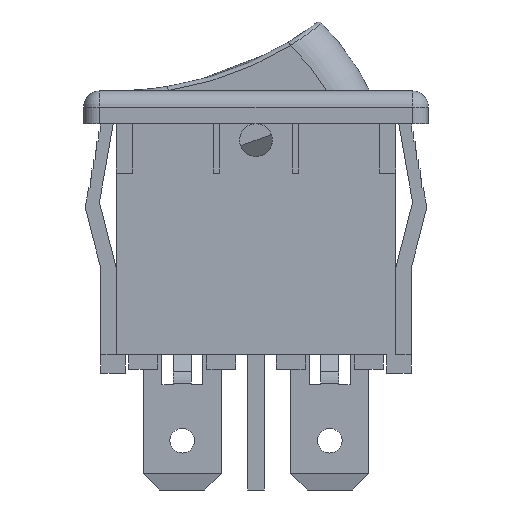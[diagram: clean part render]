
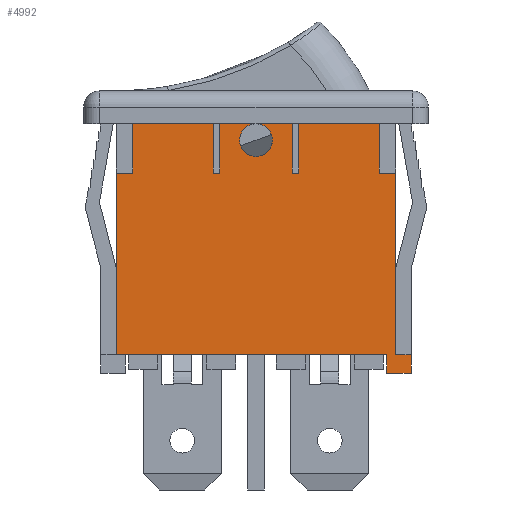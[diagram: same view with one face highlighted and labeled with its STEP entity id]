
A CAD part, front view. The second image highlights one B-rep face of the part: STEP entity #4992.
In plain terms, the highlighted planar face has unit normal (0, -1, 0).
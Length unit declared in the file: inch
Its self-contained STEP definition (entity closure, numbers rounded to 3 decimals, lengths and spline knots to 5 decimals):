
#106=CIRCLE('',#5276,0.03937);
#107=CIRCLE('',#5277,0.03937);
#182=FACE_OUTER_BOUND('',#440,.T.);
#440=EDGE_LOOP('',(#3151,#3152,#3153,#3154,#3155,#3156,#3157,#3158,#3159,
#3160,#3161,#3162,#3163,#3164,#3165,#3166,#3167,#3168,#3169,#3170,#3171,
#3172,#3173));
#754=LINE('',#6976,#1366);
#755=LINE('',#6978,#1367);
#756=LINE('',#6980,#1368);
#757=LINE('',#6982,#1369);
#758=LINE('',#6984,#1370);
#759=LINE('',#6986,#1371);
#760=LINE('',#6988,#1372);
#761=LINE('',#6990,#1373);
#762=LINE('',#6992,#1374);
#763=LINE('',#6994,#1375);
#764=LINE('',#6996,#1376);
#765=LINE('',#6998,#1377);
#766=LINE('',#7000,#1378);
#767=LINE('',#7005,#1379);
#768=LINE('',#7007,#1380);
#769=LINE('',#7009,#1381);
#770=LINE('',#7011,#1382);
#771=LINE('',#7013,#1383);
#772=LINE('',#7015,#1384);
#773=LINE('',#7017,#1385);
#774=LINE('',#7018,#1386);
#1366=VECTOR('',#5664,0.3937);
#1367=VECTOR('',#5665,0.3937);
#1368=VECTOR('',#5666,0.3937);
#1369=VECTOR('',#5667,0.3937);
#1370=VECTOR('',#5668,0.3937);
#1371=VECTOR('',#5669,0.3937);
#1372=VECTOR('',#5670,0.3937);
#1373=VECTOR('',#5671,0.3937);
#1374=VECTOR('',#5672,0.3937);
#1375=VECTOR('',#5673,0.3937);
#1376=VECTOR('',#5674,0.3937);
#1377=VECTOR('',#5675,0.3937);
#1378=VECTOR('',#5676,0.3937);
#1379=VECTOR('',#5681,0.3937);
#1380=VECTOR('',#5682,0.3937);
#1381=VECTOR('',#5683,0.3937);
#1382=VECTOR('',#5684,0.3937);
#1383=VECTOR('',#5685,0.3937);
#1384=VECTOR('',#5686,0.3937);
#1385=VECTOR('',#5687,0.3937);
#1386=VECTOR('',#5688,0.3937);
#1973=VERTEX_POINT('',#6974);
#1974=VERTEX_POINT('',#6975);
#1975=VERTEX_POINT('',#6977);
#1976=VERTEX_POINT('',#6979);
#1977=VERTEX_POINT('',#6981);
#1978=VERTEX_POINT('',#6983);
#1979=VERTEX_POINT('',#6985);
#1980=VERTEX_POINT('',#6987);
#1981=VERTEX_POINT('',#6989);
#1982=VERTEX_POINT('',#6991);
#1983=VERTEX_POINT('',#6993);
#1984=VERTEX_POINT('',#6995);
#1985=VERTEX_POINT('',#6997);
#1986=VERTEX_POINT('',#6999);
#1987=VERTEX_POINT('',#7001);
#1988=VERTEX_POINT('',#7004);
#1989=VERTEX_POINT('',#7006);
#1990=VERTEX_POINT('',#7008);
#1991=VERTEX_POINT('',#7010);
#1992=VERTEX_POINT('',#7012);
#1993=VERTEX_POINT('',#7014);
#1994=VERTEX_POINT('',#7016);
#2439=EDGE_CURVE('',#1973,#1974,#754,.T.);
#2440=EDGE_CURVE('',#1973,#1975,#755,.T.);
#2441=EDGE_CURVE('',#1975,#1976,#756,.T.);
#2442=EDGE_CURVE('',#1977,#1976,#757,.T.);
#2443=EDGE_CURVE('',#1977,#1978,#758,.T.);
#2444=EDGE_CURVE('',#1978,#1979,#759,.T.);
#2445=EDGE_CURVE('',#1979,#1980,#760,.T.);
#2446=EDGE_CURVE('',#1980,#1981,#761,.T.);
#2447=EDGE_CURVE('',#1981,#1982,#762,.T.);
#2448=EDGE_CURVE('',#1982,#1983,#763,.T.);
#2449=EDGE_CURVE('',#1983,#1984,#764,.T.);
#2450=EDGE_CURVE('',#1984,#1985,#765,.T.);
#2451=EDGE_CURVE('',#1985,#1986,#766,.T.);
#2452=EDGE_CURVE('',#1986,#1987,#106,.T.);
#2453=EDGE_CURVE('',#1987,#1986,#107,.T.);
#2454=EDGE_CURVE('',#1986,#1988,#767,.T.);
#2455=EDGE_CURVE('',#1988,#1989,#768,.T.);
#2456=EDGE_CURVE('',#1989,#1990,#769,.T.);
#2457=EDGE_CURVE('',#1990,#1991,#770,.T.);
#2458=EDGE_CURVE('',#1991,#1992,#771,.T.);
#2459=EDGE_CURVE('',#1992,#1993,#772,.T.);
#2460=EDGE_CURVE('',#1993,#1994,#773,.T.);
#2461=EDGE_CURVE('',#1974,#1994,#774,.T.);
#3151=ORIENTED_EDGE('',*,*,#2439,.F.);
#3152=ORIENTED_EDGE('',*,*,#2440,.T.);
#3153=ORIENTED_EDGE('',*,*,#2441,.T.);
#3154=ORIENTED_EDGE('',*,*,#2442,.F.);
#3155=ORIENTED_EDGE('',*,*,#2443,.T.);
#3156=ORIENTED_EDGE('',*,*,#2444,.T.);
#3157=ORIENTED_EDGE('',*,*,#2445,.T.);
#3158=ORIENTED_EDGE('',*,*,#2446,.T.);
#3159=ORIENTED_EDGE('',*,*,#2447,.T.);
#3160=ORIENTED_EDGE('',*,*,#2448,.T.);
#3161=ORIENTED_EDGE('',*,*,#2449,.T.);
#3162=ORIENTED_EDGE('',*,*,#2450,.T.);
#3163=ORIENTED_EDGE('',*,*,#2451,.T.);
#3164=ORIENTED_EDGE('',*,*,#2452,.T.);
#3165=ORIENTED_EDGE('',*,*,#2453,.T.);
#3166=ORIENTED_EDGE('',*,*,#2454,.T.);
#3167=ORIENTED_EDGE('',*,*,#2455,.T.);
#3168=ORIENTED_EDGE('',*,*,#2456,.T.);
#3169=ORIENTED_EDGE('',*,*,#2457,.T.);
#3170=ORIENTED_EDGE('',*,*,#2458,.T.);
#3171=ORIENTED_EDGE('',*,*,#2459,.T.);
#3172=ORIENTED_EDGE('',*,*,#2460,.T.);
#3173=ORIENTED_EDGE('',*,*,#2461,.F.);
#4518=PLANE('',#5275);
#4992=ADVANCED_FACE('',(#182),#4518,.T.);
#5275=AXIS2_PLACEMENT_3D('',#6973,#5662,#5663);
#5276=AXIS2_PLACEMENT_3D('',#7002,#5677,#5678);
#5277=AXIS2_PLACEMENT_3D('',#7003,#5679,#5680);
#5662=DIRECTION('center_axis',(0.,-1.,0.));
#5663=DIRECTION('ref_axis',(0.,0.,-1.));
#5664=DIRECTION('',(-1.,0.,0.));
#5665=DIRECTION('',(0.,0.,-1.));
#5666=DIRECTION('',(1.,0.,0.));
#5667=DIRECTION('',(0.,0.,-1.));
#5668=DIRECTION('',(-1.,0.,0.));
#5669=DIRECTION('',(0.,0.,1.));
#5670=DIRECTION('',(-1.,0.,0.));
#5671=DIRECTION('',(0.,0.,1.));
#5672=DIRECTION('',(-1.,0.,0.));
#5673=DIRECTION('',(0.,0.,-1.));
#5674=DIRECTION('',(-1.,0.,0.));
#5675=DIRECTION('',(0.,0.,1.));
#5676=DIRECTION('',(-1.,0.,0.));
#5677=DIRECTION('center_axis',(0.,1.,0.));
#5678=DIRECTION('ref_axis',(-1.,0.,0.));
#5679=DIRECTION('center_axis',(0.,1.,0.));
#5680=DIRECTION('ref_axis',(-1.,0.,0.));
#5681=DIRECTION('',(-1.,0.,0.));
#5682=DIRECTION('',(0.,0.,-1.));
#5683=DIRECTION('',(-1.,0.,0.));
#5684=DIRECTION('',(0.,0.,1.));
#5685=DIRECTION('',(-1.,0.,0.));
#5686=DIRECTION('',(0.,0.,-1.));
#5687=DIRECTION('',(-1.,0.,0.));
#5688=DIRECTION('',(0.,0.,1.));
#6973=CARTESIAN_POINT('Origin',(0.33465,-0.12992,0.));
#6974=CARTESIAN_POINT('',(0.31299,-0.12992,0.));
#6975=CARTESIAN_POINT('',(-0.33465,-0.12992,0.));
#6976=CARTESIAN_POINT('',(0.33465,-0.12992,0.));
#6977=CARTESIAN_POINT('',(0.31299,-0.12992,-0.04528));
#6978=CARTESIAN_POINT('',(0.31299,-0.12992,0.));
#6979=CARTESIAN_POINT('',(0.37205,-0.12992,-0.04528));
#6980=CARTESIAN_POINT('',(0.37205,-0.12992,-0.04528));
#6981=CARTESIAN_POINT('',(0.37205,-0.12992,0.));
#6982=CARTESIAN_POINT('',(0.37205,-0.12992,0.));
#6983=CARTESIAN_POINT('',(0.33465,-0.12992,0.));
#6984=CARTESIAN_POINT('',(0.37205,-0.12992,0.));
#6985=CARTESIAN_POINT('',(0.33465,-0.12992,0.43504));
#6986=CARTESIAN_POINT('',(0.33465,-0.12992,0.));
#6987=CARTESIAN_POINT('',(0.29528,-0.12992,0.43504));
#6988=CARTESIAN_POINT('',(0.33465,-0.12992,0.43504));
#6989=CARTESIAN_POINT('',(0.29528,-0.12992,0.55315));
#6990=CARTESIAN_POINT('',(0.29528,-0.12992,0.21752));
#6991=CARTESIAN_POINT('',(0.10236,-0.12992,0.55315));
#6992=CARTESIAN_POINT('',(0.33465,-0.12992,0.55315));
#6993=CARTESIAN_POINT('',(0.10236,-0.12992,0.43504));
#6994=CARTESIAN_POINT('',(0.10236,-0.12992,0.27657));
#6995=CARTESIAN_POINT('',(0.08661,-0.12992,0.43504));
#6996=CARTESIAN_POINT('',(0.2185,-0.12992,0.43504));
#6997=CARTESIAN_POINT('',(0.08661,-0.12992,0.55315));
#6998=CARTESIAN_POINT('',(0.08661,-0.12992,0.21752));
#6999=CARTESIAN_POINT('',(0.,-0.12992,0.55315));
#7000=CARTESIAN_POINT('',(0.33465,-0.12992,0.55315));
#7001=CARTESIAN_POINT('',(0.03937,-0.12992,0.51378));
#7002=CARTESIAN_POINT('Origin',(0.,-0.12992,
0.51378));
#7003=CARTESIAN_POINT('Origin',(0.,-0.12992,
0.51378));
#7004=CARTESIAN_POINT('',(-0.08661,-0.12992,0.55315));
#7005=CARTESIAN_POINT('',(0.33465,-0.12992,0.55315));
#7006=CARTESIAN_POINT('',(-0.08661,-0.12992,0.43504));
#7007=CARTESIAN_POINT('',(-0.08661,-0.12992,0.27657));
#7008=CARTESIAN_POINT('',(-0.10236,-0.12992,0.43504));
#7009=CARTESIAN_POINT('',(0.12402,-0.12992,0.43504));
#7010=CARTESIAN_POINT('',(-0.10236,-0.12992,0.55315));
#7011=CARTESIAN_POINT('',(-0.10236,-0.12992,0.21752));
#7012=CARTESIAN_POINT('',(-0.29528,-0.12992,0.55315));
#7013=CARTESIAN_POINT('',(0.33465,-0.12992,0.55315));
#7014=CARTESIAN_POINT('',(-0.29528,-0.12992,0.43504));
#7015=CARTESIAN_POINT('',(-0.29528,-0.12992,0.27657));
#7016=CARTESIAN_POINT('',(-0.33465,-0.12992,0.43504));
#7017=CARTESIAN_POINT('',(0.01969,-0.12992,0.43504));
#7018=CARTESIAN_POINT('',(-0.33465,-0.12992,0.));
